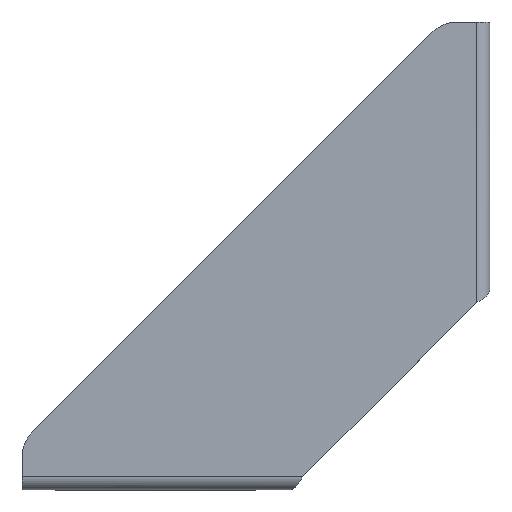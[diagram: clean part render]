
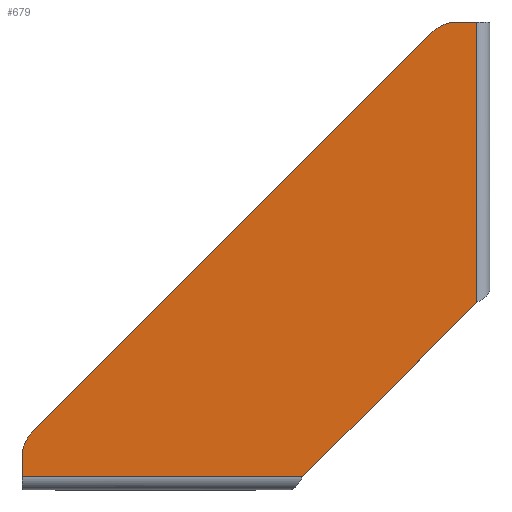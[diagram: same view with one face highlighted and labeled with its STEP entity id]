
A CAD part, top view. The second image highlights one B-rep face of the part: STEP entity #679.
In plain terms, the highlighted planar face has unit normal (0, 0, 1).
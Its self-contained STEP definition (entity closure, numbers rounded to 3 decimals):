
#4 = CARTESIAN_POINT ( 'NONE',  ( -80., 0., 0. ) ) ;
#39 = AXIS2_PLACEMENT_3D ( 'NONE', #1182, #715, #237 ) ;
#40 = CARTESIAN_POINT ( 'NONE',  ( 50.007, 140., 0. ) ) ;
#44 = VERTEX_POINT ( 'NONE', #447 ) ;
#55 = VECTOR ( 'NONE', #60, 1000. ) ;
#60 = DIRECTION ( 'NONE',  ( -1., 0., 0. ) ) ;
#64 = DIRECTION ( 'NONE',  ( 0., 1., 0. ) ) ;
#82 = LINE ( 'NONE', #541, #1425 ) ;
#114 = LINE ( 'NONE', #811, #1297 ) ;
#123 = ORIENTED_EDGE ( 'NONE', *, *, #1310, .T. ) ;
#125 = AXIS2_PLACEMENT_3D ( 'NONE', #840, #1188, #1311 ) ;
#126 = EDGE_CURVE ( 'NONE', #1308, #1095, #775, .T. ) ;
#215 = EDGE_CURVE ( 'NONE', #426, #709, #114, .T. ) ;
#237 = DIRECTION ( 'NONE',  ( -1., 0., 0. ) ) ;
#249 = ORIENTED_EDGE ( 'NONE', *, *, #707, .T. ) ;
#254 = VERTEX_POINT ( 'NONE', #1301 ) ;
#256 = CIRCLE ( 'NONE', #125, 10. ) ;
#294 = EDGE_CURVE ( 'NONE', #1095, #426, #256, .T. ) ;
#317 = VECTOR ( 'NONE', #64, 1000. ) ;
#318 = CARTESIAN_POINT ( 'NONE',  ( 56., 140., 0. ) ) ;
#369 = CARTESIAN_POINT ( 'NONE',  ( -80., 4., 0. ) ) ;
#370 = DIRECTION ( 'NONE',  ( -1., 0., 0. ) ) ;
#390 = CARTESIAN_POINT ( 'NONE',  ( -80., 9.993, 0. ) ) ;
#426 = VERTEX_POINT ( 'NONE', #1299 ) ;
#432 = AXIS2_PLACEMENT_3D ( 'NONE', #1084, #1183, #370 ) ;
#447 = CARTESIAN_POINT ( 'NONE',  ( 56., 56., 0. ) ) ;
#481 = LINE ( 'NONE', #369, #788 ) ;
#541 = CARTESIAN_POINT ( 'NONE',  ( 60., 60., 0. ) ) ;
#546 = VERTEX_POINT ( 'NONE', #1076 ) ;
#549 = VECTOR ( 'NONE', #1432, 1000. ) ;
#568 = DIRECTION ( 'NONE',  ( 0.707, 0.707, 0. ) ) ;
#601 = DIRECTION ( 'NONE',  ( 1., 0., 0. ) ) ;
#629 = ORIENTED_EDGE ( 'NONE', *, *, #1282, .T. ) ;
#664 = CIRCLE ( 'NONE', #39, 10. ) ;
#671 = ORIENTED_EDGE ( 'NONE', *, *, #982, .T. ) ;
#679 = ADVANCED_FACE ( 'NONE', ( #700 ), #705, .F. ) ;
#700 = FACE_OUTER_BOUND ( 'NONE', #1077, .T. ) ;
#705 = PLANE ( 'NONE',  #432 ) ;
#707 = EDGE_CURVE ( 'NONE', #766, #254, #1176, .T. ) ;
#709 = VERTEX_POINT ( 'NONE', #939 ) ;
#715 = DIRECTION ( 'NONE',  ( 0., 0., 1. ) ) ;
#732 = ORIENTED_EDGE ( 'NONE', *, *, #1001, .T. ) ;
#766 = VERTEX_POINT ( 'NONE', #390 ) ;
#775 = LINE ( 'NONE', #1249, #55 ) ;
#788 = VECTOR ( 'NONE', #601, 1000. ) ;
#811 = CARTESIAN_POINT ( 'NONE',  ( -80., 14.135, 0. ) ) ;
#825 = DIRECTION ( 'NONE',  ( -0.707, -0.707, 0. ) ) ;
#840 = CARTESIAN_POINT ( 'NONE',  ( 50.007, 130., 0. ) ) ;
#939 = CARTESIAN_POINT ( 'NONE',  ( -77.071, 17.064, 0. ) ) ;
#982 = EDGE_CURVE ( 'NONE', #709, #766, #664, .T. ) ;
#1001 = EDGE_CURVE ( 'NONE', #254, #546, #481, .T. ) ;
#1008 = LINE ( 'NONE', #1156, #317 ) ;
#1039 = ORIENTED_EDGE ( 'NONE', *, *, #215, .T. ) ;
#1076 = CARTESIAN_POINT ( 'NONE',  ( 4., 4., 0. ) ) ;
#1077 = EDGE_LOOP ( 'NONE', ( #1257, #1341, #1039, #671, #249, #732, #123, #629 ) ) ;
#1084 = CARTESIAN_POINT ( 'NONE',  ( 0., 0., 0. ) ) ;
#1095 = VERTEX_POINT ( 'NONE', #40 ) ;
#1156 = CARTESIAN_POINT ( 'NONE',  ( 56., 56., 0. ) ) ;
#1176 = LINE ( 'NONE', #4, #549 ) ;
#1182 = CARTESIAN_POINT ( 'NONE',  ( -70., 9.993, 0. ) ) ;
#1183 = DIRECTION ( 'NONE',  ( 0., 0., -1. ) ) ;
#1188 = DIRECTION ( 'NONE',  ( 0., 0., 1. ) ) ;
#1249 = CARTESIAN_POINT ( 'NONE',  ( 45.865, 140., 0. ) ) ;
#1257 = ORIENTED_EDGE ( 'NONE', *, *, #126, .T. ) ;
#1282 = EDGE_CURVE ( 'NONE', #44, #1308, #1008, .T. ) ;
#1297 = VECTOR ( 'NONE', #825, 1000. ) ;
#1299 = CARTESIAN_POINT ( 'NONE',  ( 42.936, 137.071, 0. ) ) ;
#1301 = CARTESIAN_POINT ( 'NONE',  ( -80., 4., 0. ) ) ;
#1308 = VERTEX_POINT ( 'NONE', #318 ) ;
#1310 = EDGE_CURVE ( 'NONE', #546, #44, #82, .T. ) ;
#1311 = DIRECTION ( 'NONE',  ( -1., 0., 0. ) ) ;
#1341 = ORIENTED_EDGE ( 'NONE', *, *, #294, .T. ) ;
#1425 = VECTOR ( 'NONE', #568, 1000. ) ;
#1432 = DIRECTION ( 'NONE',  ( 0., -1., 0. ) ) ;
